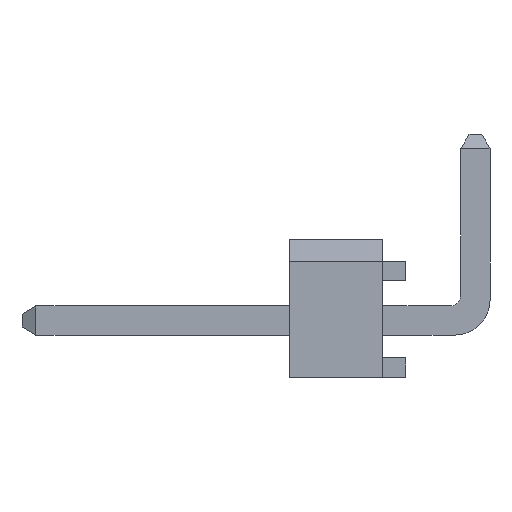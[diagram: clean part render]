
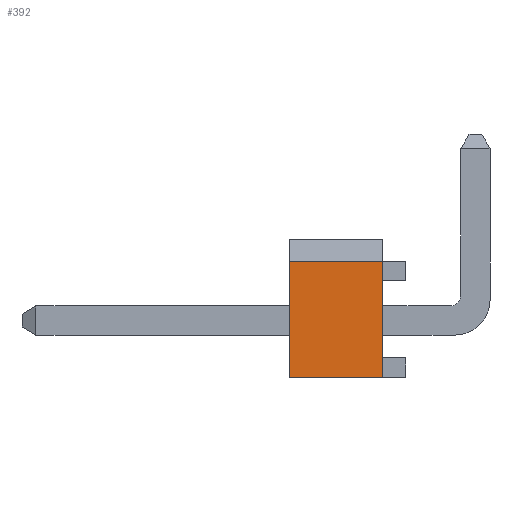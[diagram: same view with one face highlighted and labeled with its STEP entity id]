
A CAD part, left-side view. The second image highlights one B-rep face of the part: STEP entity #392.
In plain terms, the highlighted planar face has unit normal (-1, 0, 0).
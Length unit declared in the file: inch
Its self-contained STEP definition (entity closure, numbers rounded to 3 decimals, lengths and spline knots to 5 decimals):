
#392 = ADVANCED_FACE( '', ( #951 ), #952, .F. );
#951 = FACE_OUTER_BOUND( '', #1695, .T. );
#952 = PLANE( '', #1696 );
#1695 = EDGE_LOOP( '', ( #2697, #2698, #2699, #2700 ) );
#1696 = AXIS2_PLACEMENT_3D( '', #2701, #2702, #2703 );
#2697 = ORIENTED_EDGE( '', *, *, #4692, .F. );
#2698 = ORIENTED_EDGE( '', *, *, #4693, .F. );
#2699 = ORIENTED_EDGE( '', *, *, #4694, .F. );
#2700 = ORIENTED_EDGE( '', *, *, #4695, .T. );
#2701 = CARTESIAN_POINT( '', ( -0.2, 0.1, -0.05 ) );
#2702 = DIRECTION( '', ( 1., 0., 0. ) );
#2703 = DIRECTION( '', ( 0., 0., -1. ) );
#4692 = EDGE_CURVE( '', #5712, #5713, #5714, .T. );
#4693 = EDGE_CURVE( '', #5715, #5712, #5716, .T. );
#4694 = EDGE_CURVE( '', #5717, #5715, #5718, .T. );
#4695 = EDGE_CURVE( '', #5717, #5713, #5719, .T. );
#5712 = VERTEX_POINT( '', #7125 );
#5713 = VERTEX_POINT( '', #7126 );
#5714 = LINE( '', #7127, #7128 );
#5715 = VERTEX_POINT( '', #7129 );
#5716 = LINE( '', #7130, #7131 );
#5717 = VERTEX_POINT( '', #7132 );
#5718 = LINE( '', #7133, #7134 );
#5719 = LINE( '', #7135, #7136 );
#7125 = CARTESIAN_POINT( '', ( -0.2, 0.02, 0.05 ) );
#7126 = CARTESIAN_POINT( '', ( -0.2, 0.02, -0.05 ) );
#7127 = CARTESIAN_POINT( '', ( -0.2, 0.02, -0.05 ) );
#7128 = VECTOR( '', #8485, 39.37008 );
#7129 = CARTESIAN_POINT( '', ( -0.2, 0.1, 0.05 ) );
#7130 = CARTESIAN_POINT( '', ( -0.2, 0.1, 0.05 ) );
#7131 = VECTOR( '', #8486, 39.37008 );
#7132 = CARTESIAN_POINT( '', ( -0.2, 0.1, -0.05 ) );
#7133 = CARTESIAN_POINT( '', ( -0.2, 0.1, -0.05 ) );
#7134 = VECTOR( '', #8487, 39.37008 );
#7135 = CARTESIAN_POINT( '', ( -0.2, 0.1, -0.05 ) );
#7136 = VECTOR( '', #8488, 39.37008 );
#8485 = DIRECTION( '', ( 0., 0., -1. ) );
#8486 = DIRECTION( '', ( 0., -1., 0. ) );
#8487 = DIRECTION( '', ( 0., 0., 1. ) );
#8488 = DIRECTION( '', ( 0., -1., 0. ) );
